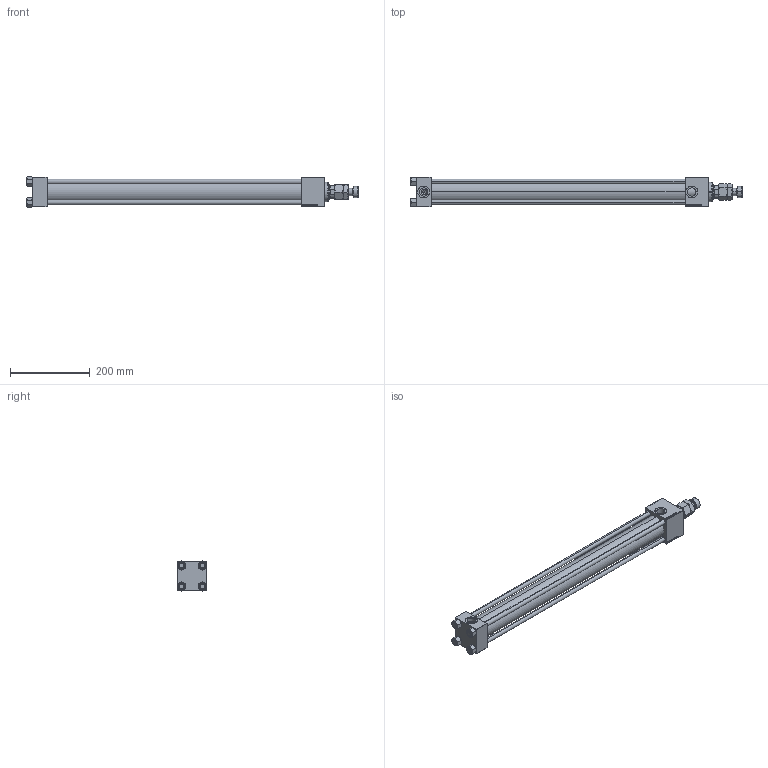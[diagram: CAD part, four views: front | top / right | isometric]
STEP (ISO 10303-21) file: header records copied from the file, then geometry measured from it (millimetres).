
FILE_DESCRIPTION (( 'STEP AP203' ), '1' );
FILE_NAME ('27ac.STEP', '2022-05-19T09:41:07', ( '' ), ( '' ), 'SwSTEP 2.0', 'SolidWorks 2019', '' );
FILE_SCHEMA (( 'CONFIG_CONTROL_DESIGN' ));
Length unit declared in the file: millimetre
Products named in the file (7): NUT_M5_C ae0d662720c5c19bfba6b0661cac5f86; V215_VC_A ae0d662720c5c19bfba6b0661cac5f86; V215CR_VCP_C ae0d662720c5c19bfba6b0661cac5f86; MFA ae0d662720c5c19bfba6b0661cac5f86; V215CR_C_Body ae0d662720c5c19bfba6b0661cac5f86; V215CR_C_TYCINKA ae0d662720c5c19bfba6b0661cac5f86; 27ac
Assembly tree (12 placements, depth 2):
  27ac
    V215CR_C_Body ae0d662720c5c19bfba6b0661cac5f86
    V215CR_VCP_C ae0d662720c5c19bfba6b0661cac5f86
    NUT_M5_C ae0d662720c5c19bfba6b0661cac5f86  x4
    V215CR_C_TYCINKA ae0d662720c5c19bfba6b0661cac5f86  x4
    V215_VC_A ae0d662720c5c19bfba6b0661cac5f86
    MFA ae0d662720c5c19bfba6b0661cac5f86
Bounding box: 834 x 75 x 75.54 mm (x, y, z)
Volume: 1877135.6 mm3; surface area: 510603.5 mm2
Topology: 12 solids, 12 shells, 1206 faces, 3000 edges, 1937 vertices
Faces by surface type: plane 544, bspline 392, cone 164, cylinder 94, torus 12
Entity records: 52163 total; most frequent: CARTESIAN_POINT 27769, ORIENTED_EDGE 5492, DIRECTION 3542, EDGE_CURVE 2746, VERTEX_POINT 1793, VECTOR 1614, LINE 1614, EDGE_LOOP 1217
